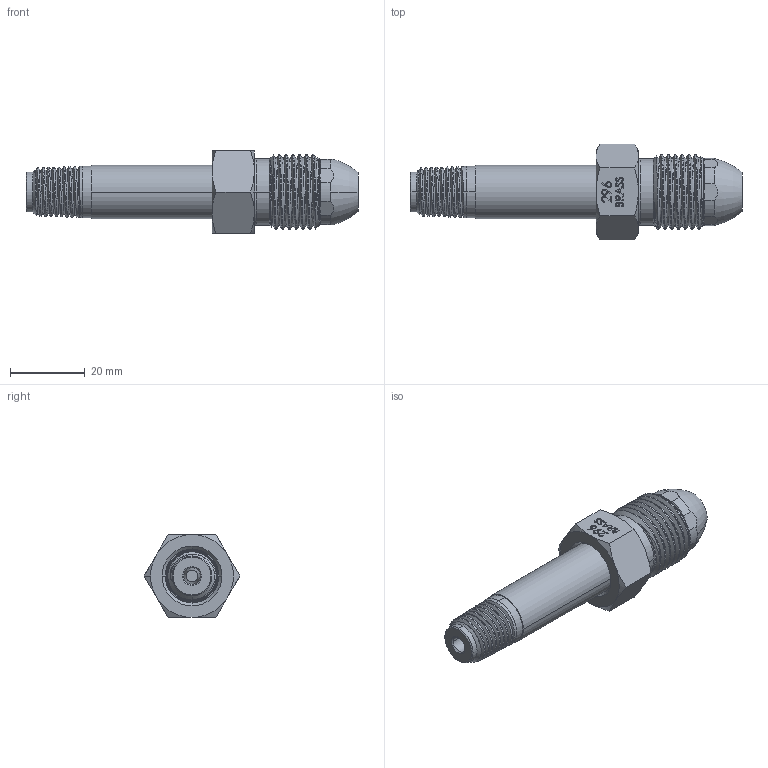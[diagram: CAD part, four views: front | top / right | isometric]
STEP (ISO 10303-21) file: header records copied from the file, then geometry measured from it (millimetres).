
FILE_DESCRIPTION (( 'STEP AP203' ), '1' );
FILE_NAME ('INL-296BR-4M-56R.step', '2025-10-31T16:41:05', ( '' ), ( '' ), 'SwSTEP 2.0', 'SolidWorks 2018', '' );
FILE_SCHEMA (( 'CONFIG_CONTROL_DESIGN' ));
Length unit declared in the file: inch
Products named in the file (4): PRT-000977_NIP-FIL-F8 PLATED; INL-296BR-4M-56R; PRT-000132_W FILTER CAVITY; PRT-001506
Assembly tree (3 placements, depth 2):
  INL-296BR-4M-56R
    PRT-000132_W FILTER CAVITY
    PRT-001506
    PRT-000977_NIP-FIL-F8 PLATED
Bounding box: 88.9 x 25.66 x 22.23 mm (x, y, z)
Volume: 17568.4 mm3; surface area: 10502.8 mm2
Topology: 3 solids, 3 shells, 264 faces, 672 edges, 434 vertices
Faces by surface type: plane 84, bspline 74, cone 59, cylinder 37, torus 8, sphere 2
Entity records: 17350 total; most frequent: CARTESIAN_POINT 11206, ORIENTED_EDGE 1344, DIRECTION 922, EDGE_CURVE 672, VERTEX_POINT 434, AXIS2_PLACEMENT_3D 309, VECTOR 304, LINE 304
